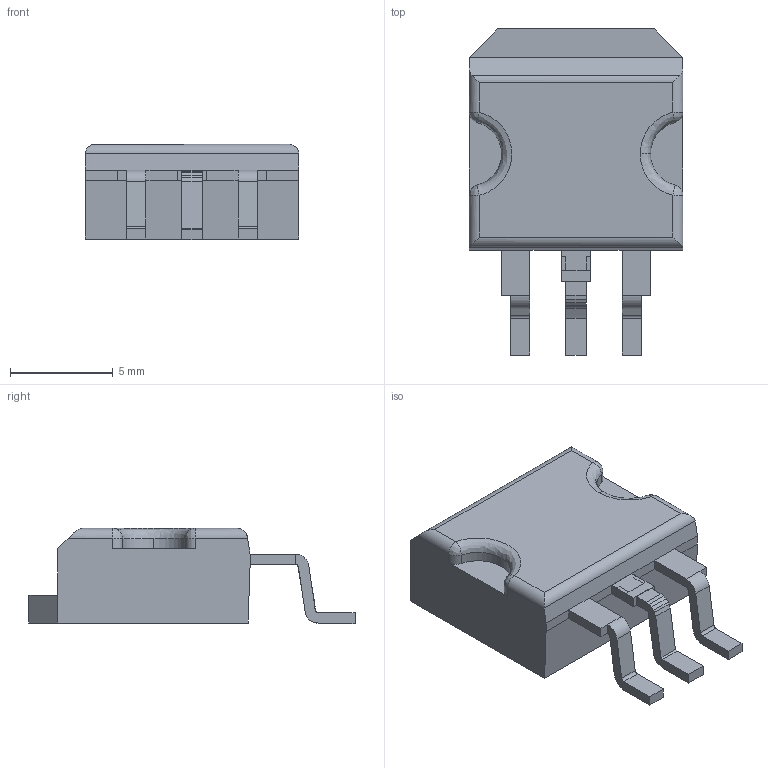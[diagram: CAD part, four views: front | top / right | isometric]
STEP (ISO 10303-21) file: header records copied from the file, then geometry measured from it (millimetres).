
FILE_DESCRIPTION (( 'STEP AP214' ), '1' );
FILE_NAME ('User Library-TO263-3-1.STEP', '2015-07-28T08:00:36', ( 'Windows User' ), ( '' ), 'SwSTEP 2.0', 'SolidWorks 2015', '' );
FILE_SCHEMA (( 'AUTOMOTIVE_DESIGN' ));
Length unit declared in the file: millimetre
Products named in the file (3): User Library-TO263-3-1_Fusion; User Library-TO263-3-1_Open_CASCADE_STEP_translator_6.2_1.1; User Library-TO263-3-1
Assembly tree (2 placements, depth 2):
  User Library-TO263-3-1
    User Library-TO263-3-1_Open_CASCADE_STEP_translator_6.2_1.1
    User Library-TO263-3-1_Fusion
Bounding box: 10.4 x 15.85 x 4.63 mm (x, y, z)
Volume: 460.9 mm3; surface area: 467.8 mm2
Topology: 2 solids, 2 shells, 129 faces, 341 edges, 216 vertices
Faces by surface type: plane 99, cylinder 23, bspline 7
Entity records: 5576 total; most frequent: CARTESIAN_POINT 893, ORIENTED_EDGE 682, DIRECTION 626, EDGE_CURVE 341, VECTOR 284, LINE 284, VERTEX_POINT 216, AXIS2_PLACEMENT_3D 171
